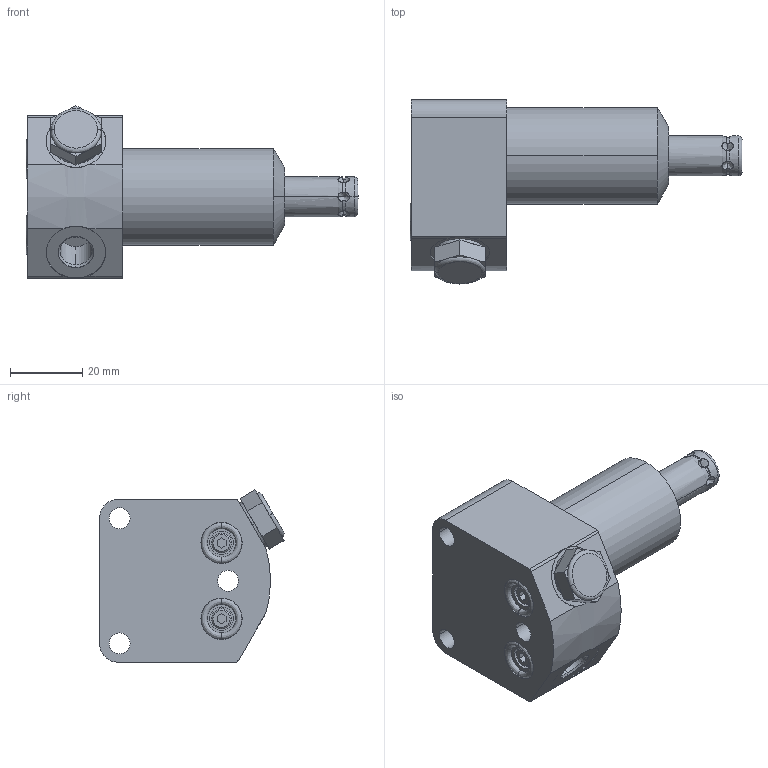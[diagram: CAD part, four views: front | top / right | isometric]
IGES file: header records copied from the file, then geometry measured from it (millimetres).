
Start section:  PTC IGES file: ilcm41420211.igs
Global section: file name: ilcm41420211.igs; native system: Creo Parametric by Parametric Technology Corporation; preprocessor: 2013320; author: ngp; organization: Unknown; date: 20180716.130953; units: millimetre
Bounding box: 91.88 x 51.03 x 47.69 mm (x, y, z)
Surface area: 16010.9 mm2 (no closed solid volume)
Topology: 0 solids, 0 shells, 163 faces, 1170 edges, 1466 vertices
Faces by surface type: revolution 89, bspline 74
